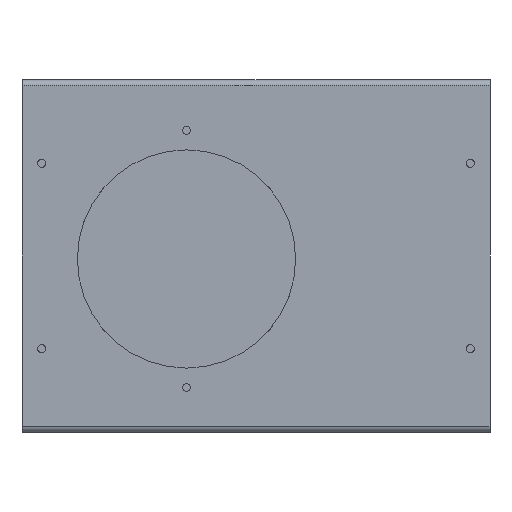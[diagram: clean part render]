
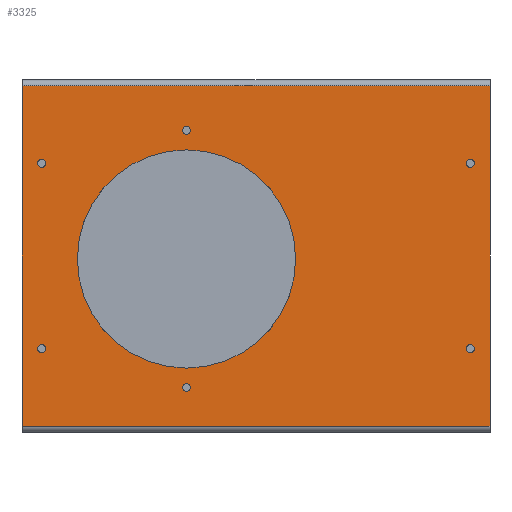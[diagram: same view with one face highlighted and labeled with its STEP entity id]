
A CAD part, front view. The second image highlights one B-rep face of the part: STEP entity #3325.
In plain terms, the highlighted planar face has unit normal (0, -1, 0).
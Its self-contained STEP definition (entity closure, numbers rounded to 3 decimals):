
#102=PLANE('',#3665);
#219=LINE('',#5022,#443);
#223=LINE('',#5040,#447);
#227=LINE('',#5066,#451);
#228=LINE('',#5067,#452);
#443=VECTOR('',#4049,1000.);
#447=VECTOR('',#4065,1000.);
#451=VECTOR('',#4091,1000.);
#452=VECTOR('',#4092,1000.);
#700=ORIENTED_EDGE('',*,*,#1544,.F.);
#701=ORIENTED_EDGE('',*,*,#1523,.T.);
#702=ORIENTED_EDGE('',*,*,#1545,.F.);
#703=ORIENTED_EDGE('',*,*,#1531,.T.);
#704=ORIENTED_EDGE('',*,*,#1546,.T.);
#705=ORIENTED_EDGE('',*,*,#1547,.F.);
#706=ORIENTED_EDGE('',*,*,#1548,.F.);
#707=ORIENTED_EDGE('',*,*,#1549,.F.);
#708=ORIENTED_EDGE('',*,*,#1550,.F.);
#709=ORIENTED_EDGE('',*,*,#1551,.T.);
#710=ORIENTED_EDGE('',*,*,#1552,.T.);
#1523=EDGE_CURVE('',#1946,#1947,#219,.T.);
#1531=EDGE_CURVE('',#1954,#1955,#223,.T.);
#1544=EDGE_CURVE('',#1946,#1955,#227,.T.);
#1545=EDGE_CURVE('',#1954,#1947,#228,.T.);
#1546=EDGE_CURVE('',#1965,#1965,#2252,.T.);
#1547=EDGE_CURVE('',#1966,#1966,#2253,.T.);
#1548=EDGE_CURVE('',#1967,#1967,#2254,.T.);
#1549=EDGE_CURVE('',#1968,#1968,#2255,.T.);
#1550=EDGE_CURVE('',#1969,#1969,#2256,.T.);
#1551=EDGE_CURVE('',#1970,#1970,#2257,.T.);
#1552=EDGE_CURVE('',#1971,#1971,#2258,.T.);
#1946=VERTEX_POINT('',#5023);
#1947=VERTEX_POINT('',#5024);
#1954=VERTEX_POINT('',#5041);
#1955=VERTEX_POINT('',#5042);
#1965=VERTEX_POINT('',#5069);
#1966=VERTEX_POINT('',#5071);
#1967=VERTEX_POINT('',#5073);
#1968=VERTEX_POINT('',#5075);
#1969=VERTEX_POINT('',#5077);
#1970=VERTEX_POINT('',#5079);
#1971=VERTEX_POINT('',#5081);
#2252=CIRCLE('',#3666,1.7);
#2253=CIRCLE('',#3667,1.7);
#2254=CIRCLE('',#3668,1.7);
#2255=CIRCLE('',#3669,1.7);
#2256=CIRCLE('',#3670,1.7);
#2257=CIRCLE('',#3671,47.1);
#2258=CIRCLE('',#3672,1.7);
#2405=EDGE_LOOP('',(#700,#701,#702,#703));
#2406=EDGE_LOOP('',(#704));
#2407=EDGE_LOOP('',(#705));
#2408=EDGE_LOOP('',(#706));
#2409=EDGE_LOOP('',(#707));
#2410=EDGE_LOOP('',(#708));
#2411=EDGE_LOOP('',(#709));
#2412=EDGE_LOOP('',(#710));
#2819=FACE_BOUND('',#2405,.T.);
#2820=FACE_BOUND('',#2406,.T.);
#2821=FACE_BOUND('',#2407,.T.);
#2822=FACE_BOUND('',#2408,.T.);
#2823=FACE_BOUND('',#2409,.T.);
#2824=FACE_BOUND('',#2410,.T.);
#2825=FACE_BOUND('',#2411,.T.);
#2826=FACE_BOUND('',#2412,.T.);
#3325=ADVANCED_FACE('',(#2819,#2820,#2821,#2822,#2823,#2824,#2825,#2826),
#102,.T.);
#3665=AXIS2_PLACEMENT_3D('',#5065,#4089,#4090);
#3666=AXIS2_PLACEMENT_3D('',#5068,#4093,#4094);
#3667=AXIS2_PLACEMENT_3D('',#5070,#4095,#4096);
#3668=AXIS2_PLACEMENT_3D('',#5072,#4097,#4098);
#3669=AXIS2_PLACEMENT_3D('',#5074,#4099,#4100);
#3670=AXIS2_PLACEMENT_3D('',#5076,#4101,#4102);
#3671=AXIS2_PLACEMENT_3D('',#5078,#4103,#4104);
#3672=AXIS2_PLACEMENT_3D('',#5080,#4105,#4106);
#4049=DIRECTION('',(-1.,0.,0.));
#4065=DIRECTION('',(1.,0.,0.));
#4089=DIRECTION('',(0.,-1.,0.));
#4090=DIRECTION('',(0.,0.,-1.));
#4091=DIRECTION('',(0.,0.,-1.));
#4092=DIRECTION('',(0.,0.,1.));
#4093=DIRECTION('',(0.,1.,0.));
#4094=DIRECTION('',(0.,0.,-1.));
#4095=DIRECTION('',(0.,-1.,0.));
#4096=DIRECTION('',(0.,0.,-1.));
#4097=DIRECTION('',(0.,-1.,0.));
#4098=DIRECTION('',(0.,0.,-1.));
#4099=DIRECTION('',(0.,-1.,0.));
#4100=DIRECTION('',(0.,0.,-1.));
#4101=DIRECTION('',(0.,-1.,0.));
#4102=DIRECTION('',(0.,0.,-1.));
#4103=DIRECTION('',(0.,1.,0.));
#4104=DIRECTION('',(0.,0.,-1.));
#4105=DIRECTION('',(0.,1.,0.));
#4106=DIRECTION('',(0.,0.,-1.));
#5022=CARTESIAN_POINT('',(-1.,-1.,-1.5));
#5023=CARTESIAN_POINT('',(201.,-1.,-1.5));
#5024=CARTESIAN_POINT('',(-1.,-1.,-1.5));
#5040=CARTESIAN_POINT('',(201.,-1.,-148.5));
#5041=CARTESIAN_POINT('',(-1.,-1.,-148.5));
#5042=CARTESIAN_POINT('',(201.,-1.,-148.5));
#5065=CARTESIAN_POINT('',(0.,-1.,0.));
#5066=CARTESIAN_POINT('',(201.,-1.,0.));
#5067=CARTESIAN_POINT('',(-1.,-1.,0.));
#5068=CARTESIAN_POINT('',(70.,-1.,-20.784));
#5069=CARTESIAN_POINT('',(70.,-1.,-22.484));
#5070=CARTESIAN_POINT('',(192.5,-1.,-35.));
#5071=CARTESIAN_POINT('',(192.5,-1.,-36.7));
#5072=CARTESIAN_POINT('',(192.5,-1.,-115.));
#5073=CARTESIAN_POINT('',(192.5,-1.,-116.7));
#5074=CARTESIAN_POINT('',(7.5,-1.,-35.));
#5075=CARTESIAN_POINT('',(7.5,-1.,-36.7));
#5076=CARTESIAN_POINT('',(7.5,-1.,-115.));
#5077=CARTESIAN_POINT('',(7.5,-1.,-116.7));
#5078=CARTESIAN_POINT('',(70.,-1.,-76.284));
#5079=CARTESIAN_POINT('',(70.,-1.,-123.384));
#5080=CARTESIAN_POINT('',(70.,-1.,-131.784));
#5081=CARTESIAN_POINT('',(70.,-1.,-133.484));
